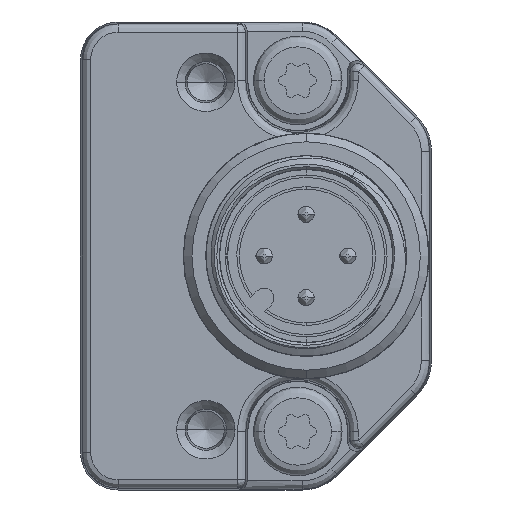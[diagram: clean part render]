
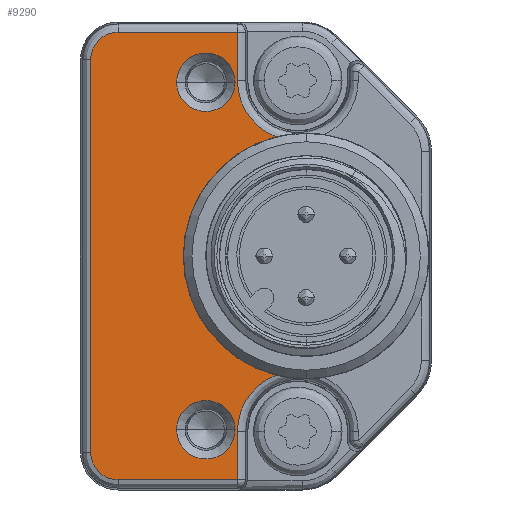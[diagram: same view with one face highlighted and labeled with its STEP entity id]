
A CAD part, left-side view. The second image highlights one B-rep face of the part: STEP entity #9290.
In plain terms, the highlighted planar face has unit normal (-1, 0, 0).
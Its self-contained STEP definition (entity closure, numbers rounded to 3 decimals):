
#562=CARTESIAN_POINT('',(-13.,9.297,-7.127));
#688=CARTESIAN_POINT('',(-13.,9.297,7.127));
#711=CARTESIAN_POINT('',(-13.,8.,-10.5));
#712=DIRECTION('',(1.,0.,0.));
#713=DIRECTION('',(0.,1.,0.));
#714=AXIS2_PLACEMENT_3D('',#711,#712,#713);
#716=DIRECTION('',(0.,0.,1.));
#717=VECTOR('',#716,2.891);
#718=CARTESIAN_POINT('',(-13.,11.614,-13.391));
#719=LINE('',#718,#717);
#720=DIRECTION('',(0.,-1.,0.));
#721=VECTOR('',#720,7.136);
#722=CARTESIAN_POINT('',(-13.,18.75,-13.391));
#723=LINE('',#722,#721);
#724=CARTESIAN_POINT('',(-13.,18.75,-11.75));
#725=DIRECTION('',(-1.,0.,0.));
#726=DIRECTION('',(0.,1.,0.));
#727=AXIS2_PLACEMENT_3D('',#724,#725,#726);
#729=DIRECTION('',(0.,0.,-1.));
#730=VECTOR('',#729,23.5);
#731=CARTESIAN_POINT('',(-13.,20.391,11.75));
#732=LINE('',#731,#730);
#733=CARTESIAN_POINT('',(-13.,18.75,11.75));
#734=DIRECTION('',(-1.,0.,0.));
#735=DIRECTION('',(0.,0.,1.));
#736=AXIS2_PLACEMENT_3D('',#733,#734,#735);
#738=DIRECTION('',(0.,1.,0.));
#739=VECTOR('',#738,7.136);
#740=CARTESIAN_POINT('',(-13.,11.614,13.391));
#741=LINE('',#740,#739);
#742=DIRECTION('',(0.,0.,1.));
#743=VECTOR('',#742,2.891);
#744=CARTESIAN_POINT('',(-13.,11.614,10.5));
#745=LINE('',#744,#743);
#746=CARTESIAN_POINT('',(-13.,8.,10.5));
#747=DIRECTION('',(1.,0.,0.));
#748=DIRECTION('',(0.,0.359,-0.933));
#749=AXIS2_PLACEMENT_3D('',#746,#747,#748);
#751=CARTESIAN_POINT('',(-13.,7.5,0.));
#752=DIRECTION('',(-1.,0.,0.));
#753=DIRECTION('',(0.,0.244,0.97));
#754=AXIS2_PLACEMENT_3D('',#751,#752,#753);
#756=CARTESIAN_POINT('',(-13.,13.5,-10.392));
#757=DIRECTION('',(1.,0.,0.));
#758=DIRECTION('',(0.,1.,0.));
#759=AXIS2_PLACEMENT_3D('',#756,#757,#758);
#761=CARTESIAN_POINT('',(-13.,13.5,-10.392));
#762=DIRECTION('',(1.,0.,0.));
#763=DIRECTION('',(0.,-1.,0.));
#764=AXIS2_PLACEMENT_3D('',#761,#762,#763);
#766=CARTESIAN_POINT('',(-13.,13.5,10.392));
#767=DIRECTION('',(1.,0.,0.));
#768=DIRECTION('',(0.,1.,0.));
#769=AXIS2_PLACEMENT_3D('',#766,#767,#768);
#771=CARTESIAN_POINT('',(-13.,13.5,10.392));
#772=DIRECTION('',(1.,0.,0.));
#773=DIRECTION('',(0.,-1.,0.));
#774=AXIS2_PLACEMENT_3D('',#771,#772,#773);
#7461=VERTEX_POINT('',#562);
#7462=VERTEX_POINT('',#688);
#7495=CARTESIAN_POINT('',(-13.,20.391,-11.75));
#7496=CARTESIAN_POINT('',(-13.,18.75,-13.391));
#7497=VERTEX_POINT('',#7495);
#7498=VERTEX_POINT('',#7496);
#7503=CARTESIAN_POINT('',(-13.,20.391,11.75));
#7504=VERTEX_POINT('',#7503);
#7507=CARTESIAN_POINT('',(-13.,18.75,13.391));
#7508=VERTEX_POINT('',#7507);
#7545=CARTESIAN_POINT('',(-13.,11.614,-10.5));
#7546=VERTEX_POINT('',#7545);
#7547=CARTESIAN_POINT('',(-13.,11.614,-13.391));
#7548=VERTEX_POINT('',#7547);
#7565=CARTESIAN_POINT('',(-13.,11.614,10.5));
#7566=VERTEX_POINT('',#7565);
#7567=CARTESIAN_POINT('',(-13.,11.614,13.391));
#7568=VERTEX_POINT('',#7567);
#7644=CARTESIAN_POINT('',(-13.,15.25,-10.392));
#7645=CARTESIAN_POINT('',(-13.,11.75,-10.392));
#7646=VERTEX_POINT('',#7644);
#7647=VERTEX_POINT('',#7645);
#7648=CARTESIAN_POINT('',(-13.,15.25,10.392));
#7649=CARTESIAN_POINT('',(-13.,11.75,10.392));
#7650=VERTEX_POINT('',#7648);
#7651=VERTEX_POINT('',#7649);
#9255=CARTESIAN_POINT('',(-13.,0.,0.));
#9256=DIRECTION('',(-1.,0.,0.));
#9257=DIRECTION('',(0.,0.,1.));
#9258=AXIS2_PLACEMENT_3D('',#9255,#9256,#9257);
#9259=PLANE('',#9258);
#9260=ORIENTED_EDGE('',*,*,#9103,.F.);
#9262=ORIENTED_EDGE('',*,*,#9261,.F.);
#9264=ORIENTED_EDGE('',*,*,#9263,.F.);
#9266=ORIENTED_EDGE('',*,*,#9265,.F.);
#9268=ORIENTED_EDGE('',*,*,#9267,.F.);
#9270=ORIENTED_EDGE('',*,*,#9269,.F.);
#9272=ORIENTED_EDGE('',*,*,#9271,.F.);
#9273=ORIENTED_EDGE('',*,*,#9246,.F.);
#9274=ORIENTED_EDGE('',*,*,#9204,.F.);
#9275=ORIENTED_EDGE('',*,*,#9118,.T.);
#9276=EDGE_LOOP('',(#9260,#9262,#9264,#9266,#9268,#9270,#9272,#9273,#9274,
#9275));
#9277=FACE_OUTER_BOUND('',#9276,.F.);
#9279=ORIENTED_EDGE('',*,*,#9278,.F.);
#9281=ORIENTED_EDGE('',*,*,#9280,.F.);
#9282=EDGE_LOOP('',(#9279,#9281));
#9283=FACE_BOUND('',#9282,.F.);
#9285=ORIENTED_EDGE('',*,*,#9284,.F.);
#9287=ORIENTED_EDGE('',*,*,#9286,.F.);
#9288=EDGE_LOOP('',(#9285,#9287));
#9289=FACE_BOUND('',#9288,.F.);
#9290=ADVANCED_FACE('',(#9277,#9283,#9289),#9259,.T.);
#715=CIRCLE('',#714,3.614);
#728=CIRCLE('',#727,1.641);
#737=CIRCLE('',#736,1.641);
#750=CIRCLE('',#749,3.614);
#755=CIRCLE('',#754,7.35);
#760=CIRCLE('',#759,1.75);
#765=CIRCLE('',#764,1.75);
#770=CIRCLE('',#769,1.75);
#775=CIRCLE('',#774,1.75);
#9103=EDGE_CURVE('',#7546,#7461,#715,.T.);
#9118=EDGE_CURVE('',#7462,#7461,#755,.T.);
#9204=EDGE_CURVE('',#7462,#7566,#750,.T.);
#9246=EDGE_CURVE('',#7566,#7568,#745,.T.);
#9261=EDGE_CURVE('',#7548,#7546,#719,.T.);
#9263=EDGE_CURVE('',#7498,#7548,#723,.T.);
#9265=EDGE_CURVE('',#7497,#7498,#728,.T.);
#9267=EDGE_CURVE('',#7504,#7497,#732,.T.);
#9269=EDGE_CURVE('',#7508,#7504,#737,.T.);
#9271=EDGE_CURVE('',#7568,#7508,#741,.T.);
#9278=EDGE_CURVE('',#7646,#7647,#760,.T.);
#9280=EDGE_CURVE('',#7647,#7646,#765,.T.);
#9284=EDGE_CURVE('',#7650,#7651,#770,.T.);
#9286=EDGE_CURVE('',#7651,#7650,#775,.T.);
